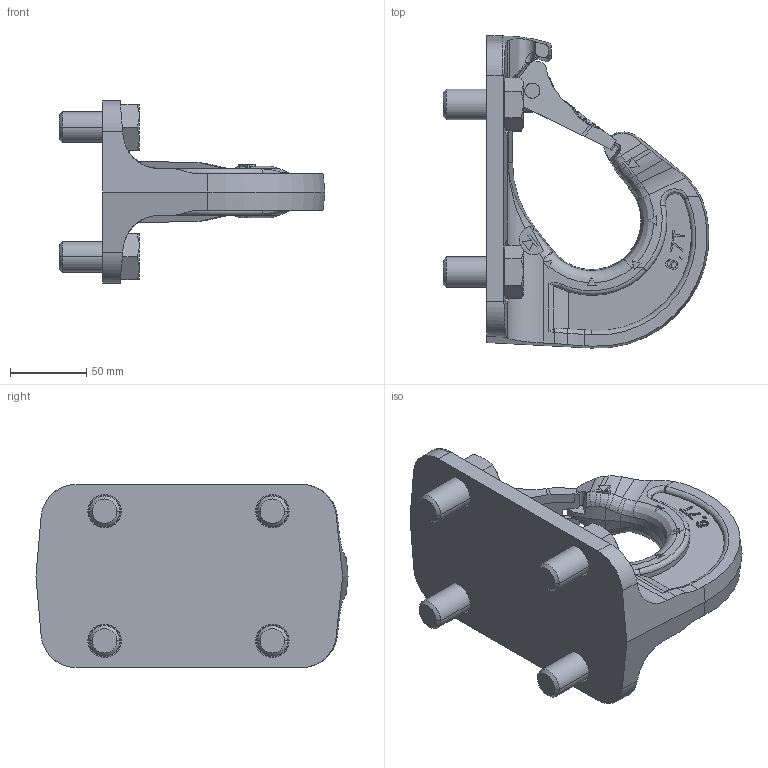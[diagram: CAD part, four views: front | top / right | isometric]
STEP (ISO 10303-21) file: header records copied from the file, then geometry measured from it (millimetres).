
FILE_DESCRIPTION((''),'2;1');
FILE_NAME('001-M31318-P-2_ASM','2012-04-20T',('Marcel.Bux'),(''),'PRO/ENGINEER BY PARAMETRIC TECHNOLOGY CORPORATION, 2010140','PRO/ENGINEER BY PARAMETRIC TECHNOLOGY CORPORATION, 2010140','');
FILE_SCHEMA(('CONFIG_CONTROL_DESIGN'));
Length unit declared in the file: millimetre
Products named in the file (4): 001-M31318-P-2_AF0; 001-M31480-001; 001-M31318-P-3; 001-M31318-P-2_ASM
Assembly tree (6 placements, depth 2):
  001-M31318-P-2_ASM
    001-M31318-P-2_AF0
    001-M31480-001
    001-M31318-P-3  x4
Bounding box: 174.24 x 204.65 x 120 mm (x, y, z)
Volume: 704464.6 mm3; surface area: 120253.9 mm2
Topology: 6 solids, 6 shells, 895 faces, 2411 edges, 1547 vertices
Faces by surface type: plane 602, cylinder 104, bspline 74, cone 56, sphere 30, torus 29
Entity records: 31098 total; most frequent: CARTESIAN_POINT 11010, ORIENTED_EDGE 4466, DIRECTION 3653, EDGE_CURVE 2233, VECTOR 1559, LINE 1559, VERTEX_POINT 1457, AXIS2_PLACEMENT_3D 1047
